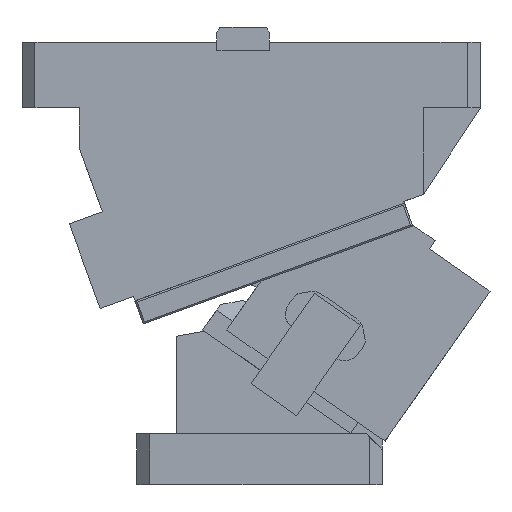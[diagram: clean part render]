
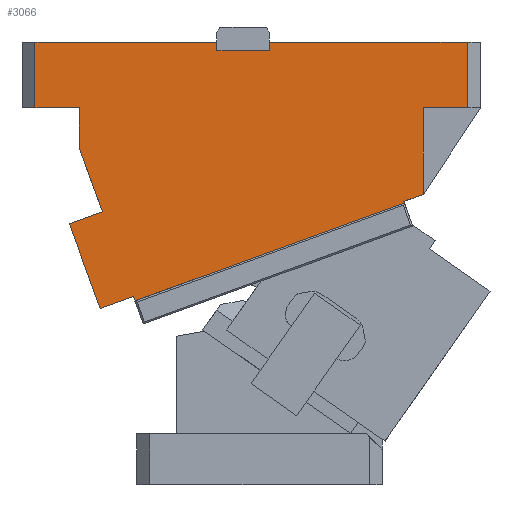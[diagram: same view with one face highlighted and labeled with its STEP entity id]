
A CAD part, front view. The second image highlights one B-rep face of the part: STEP entity #3066.
In plain terms, the highlighted planar face has unit normal (0, -1, 0).
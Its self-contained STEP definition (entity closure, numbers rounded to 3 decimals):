
#2728=CARTESIAN_POINT('Vertex',(-35.,0.,230.)) ;
#2731=CARTESIAN_POINT('Line Origine',(-48.536,0.,230.)) ;
#2735=CARTESIAN_POINT('Vertex',(-62.071,0.,230.)) ;
#2900=CARTESIAN_POINT('Axis2P3D Location',(3.743,0.,97.294)) ;
#2905=CARTESIAN_POINT('Line Origine',(163.187,0.,172.354)) ;
#2909=CARTESIAN_POINT('Vertex',(163.016,0.,172.824)) ;
#2911=CARTESIAN_POINT('Vertex',(163.358,0.,171.884)) ;
#2914=CARTESIAN_POINT('Line Origine',(169.008,0.,175.005)) ;
#2918=CARTESIAN_POINT('Vertex',(175.,0.,177.186)) ;
#2921=CARTESIAN_POINT('Line Origine',(175.,0.,203.593)) ;
#2925=CARTESIAN_POINT('Vertex',(175.,0.,230.)) ;
#2928=CARTESIAN_POINT('Line Origine',(188.536,0.,230.)) ;
#2932=CARTESIAN_POINT('Vertex',(202.071,0.,230.)) ;
#2935=CARTESIAN_POINT('Line Origine',(202.071,0.,250.)) ;
#2939=CARTESIAN_POINT('Vertex',(202.071,0.,270.)) ;
#2942=CARTESIAN_POINT('Line Origine',(192.036,0.,270.)) ;
#2946=CARTESIAN_POINT('Vertex',(182.,0.,270.)) ;
#2949=CARTESIAN_POINT('Line Origine',(131.5,0.,270.)) ;
#2953=CARTESIAN_POINT('Vertex',(81.,0.,270.)) ;
#2956=CARTESIAN_POINT('Line Origine',(81.,0.,267.5)) ;
#2960=CARTESIAN_POINT('Vertex',(81.,0.,265.)) ;
#2963=CARTESIAN_POINT('Line Origine',(65.,0.,265.)) ;
#2967=CARTESIAN_POINT('Vertex',(49.,0.,265.)) ;
#2970=CARTESIAN_POINT('Line Origine',(49.,0.,267.5)) ;
#2974=CARTESIAN_POINT('Vertex',(49.,0.,270.)) ;
#2977=CARTESIAN_POINT('Line Origine',(19.5,0.,270.)) ;
#2981=CARTESIAN_POINT('Vertex',(-10.,0.,270.)) ;
#2984=CARTESIAN_POINT('Line Origine',(-36.036,0.,270.)) ;
#2988=CARTESIAN_POINT('Vertex',(-62.071,0.,270.)) ;
#2991=CARTESIAN_POINT('Line Origine',(-62.071,0.,250.)) ;
#2996=CARTESIAN_POINT('Line Origine',(-35.,0.,217.601)) ;
#3000=CARTESIAN_POINT('Vertex',(-35.,0.,205.201)) ;
#3003=CARTESIAN_POINT('Line Origine',(-27.963,0.,185.867)) ;
#3007=CARTESIAN_POINT('Vertex',(-20.926,0.,166.533)) ;
#3010=CARTESIAN_POINT('Line Origine',(-31.028,0.,162.856)) ;
#3014=CARTESIAN_POINT('Vertex',(-41.129,0.,159.179)) ;
#3017=CARTESIAN_POINT('Line Origine',(-31.724,0.,133.338)) ;
#3021=CARTESIAN_POINT('Vertex',(-22.318,0.,107.496)) ;
#3024=CARTESIAN_POINT('Line Origine',(-12.216,0.,111.173)) ;
#3028=CARTESIAN_POINT('Vertex',(-2.115,0.,114.85)) ;
#3031=CARTESIAN_POINT('Line Origine',(-1.602,0.,113.44)) ;
#3035=CARTESIAN_POINT('Vertex',(-1.089,0.,112.03)) ;
#3038=CARTESIAN_POINT('Line Origine',(81.134,0.,141.957)) ;
#2732=DIRECTION('Vector Direction',(1.,0.,0.)) ;
#2901=DIRECTION('Axis2P3D Direction',(0.,-1.,0.)) ;
#2902=DIRECTION('Axis2P3D XDirection',(0.766,0.,0.643)) ;
#2906=DIRECTION('Vector Direction',(0.342,0.,-0.94)) ;
#2915=DIRECTION('Vector Direction',(-0.94,0.,-0.342)) ;
#2922=DIRECTION('Vector Direction',(0.,0.,-1.)) ;
#2929=DIRECTION('Vector Direction',(-1.,0.,0.)) ;
#2936=DIRECTION('Vector Direction',(0.,0.,1.)) ;
#2943=DIRECTION('Vector Direction',(-1.,0.,0.)) ;
#2950=DIRECTION('Vector Direction',(-1.,0.,0.)) ;
#2957=DIRECTION('Vector Direction',(0.,0.,-1.)) ;
#2964=DIRECTION('Vector Direction',(-1.,0.,0.)) ;
#2971=DIRECTION('Vector Direction',(0.,0.,-1.)) ;
#2978=DIRECTION('Vector Direction',(-1.,0.,0.)) ;
#2985=DIRECTION('Vector Direction',(-1.,0.,0.)) ;
#2992=DIRECTION('Vector Direction',(0.,0.,1.)) ;
#2997=DIRECTION('Vector Direction',(0.,0.,-1.)) ;
#3004=DIRECTION('Vector Direction',(0.342,0.,-0.94)) ;
#3011=DIRECTION('Vector Direction',(-0.94,0.,-0.342)) ;
#3018=DIRECTION('Vector Direction',(0.342,0.,-0.94)) ;
#3025=DIRECTION('Vector Direction',(-0.94,0.,-0.342)) ;
#3032=DIRECTION('Vector Direction',(0.342,0.,-0.94)) ;
#3039=DIRECTION('Vector Direction',(0.94,0.,0.342)) ;
#2903=AXIS2_PLACEMENT_3D('Plane Axis2P3D',#2900,#2901,#2902) ;
#3044=ORIENTED_EDGE('',*,*,#2913,.F.) ;
#3045=ORIENTED_EDGE('',*,*,#2920,.F.) ;
#3046=ORIENTED_EDGE('',*,*,#2927,.F.) ;
#3047=ORIENTED_EDGE('',*,*,#2934,.F.) ;
#3048=ORIENTED_EDGE('',*,*,#2941,.T.) ;
#3049=ORIENTED_EDGE('',*,*,#2948,.T.) ;
#3050=ORIENTED_EDGE('',*,*,#2955,.T.) ;
#3051=ORIENTED_EDGE('',*,*,#2962,.T.) ;
#3052=ORIENTED_EDGE('',*,*,#2969,.T.) ;
#3053=ORIENTED_EDGE('',*,*,#2976,.F.) ;
#3054=ORIENTED_EDGE('',*,*,#2983,.T.) ;
#3055=ORIENTED_EDGE('',*,*,#2990,.T.) ;
#3056=ORIENTED_EDGE('',*,*,#2995,.F.) ;
#3057=ORIENTED_EDGE('',*,*,#2737,.T.) ;
#3058=ORIENTED_EDGE('',*,*,#3002,.T.) ;
#3059=ORIENTED_EDGE('',*,*,#3009,.T.) ;
#3060=ORIENTED_EDGE('',*,*,#3016,.T.) ;
#3061=ORIENTED_EDGE('',*,*,#3023,.T.) ;
#3062=ORIENTED_EDGE('',*,*,#3030,.F.) ;
#3063=ORIENTED_EDGE('',*,*,#3037,.F.) ;
#3064=ORIENTED_EDGE('',*,*,#3042,.T.) ;
#2733=VECTOR('Line Direction',#2732,1.) ;
#2907=VECTOR('Line Direction',#2906,1.) ;
#2916=VECTOR('Line Direction',#2915,1.) ;
#2923=VECTOR('Line Direction',#2922,1.) ;
#2930=VECTOR('Line Direction',#2929,1.) ;
#2937=VECTOR('Line Direction',#2936,1.) ;
#2944=VECTOR('Line Direction',#2943,1.) ;
#2951=VECTOR('Line Direction',#2950,1.) ;
#2958=VECTOR('Line Direction',#2957,1.) ;
#2965=VECTOR('Line Direction',#2964,1.) ;
#2972=VECTOR('Line Direction',#2971,1.) ;
#2979=VECTOR('Line Direction',#2978,1.) ;
#2986=VECTOR('Line Direction',#2985,1.) ;
#2993=VECTOR('Line Direction',#2992,1.) ;
#2998=VECTOR('Line Direction',#2997,1.) ;
#3005=VECTOR('Line Direction',#3004,1.) ;
#3012=VECTOR('Line Direction',#3011,1.) ;
#3019=VECTOR('Line Direction',#3018,1.) ;
#3026=VECTOR('Line Direction',#3025,1.) ;
#3033=VECTOR('Line Direction',#3032,1.) ;
#3040=VECTOR('Line Direction',#3039,1.) ;
#3066=ADVANCED_FACE('CAM HOLDER',(#3065),#2904,.T.) ;
#2737=EDGE_CURVE('',#2736,#2729,#2734,.T.) ;
#2913=EDGE_CURVE('',#2910,#2912,#2908,.T.) ;
#2920=EDGE_CURVE('',#2919,#2910,#2917,.T.) ;
#2927=EDGE_CURVE('',#2926,#2919,#2924,.T.) ;
#2934=EDGE_CURVE('',#2933,#2926,#2931,.T.) ;
#2941=EDGE_CURVE('',#2933,#2940,#2938,.T.) ;
#2948=EDGE_CURVE('',#2940,#2947,#2945,.T.) ;
#2955=EDGE_CURVE('',#2947,#2954,#2952,.T.) ;
#2962=EDGE_CURVE('',#2954,#2961,#2959,.T.) ;
#2969=EDGE_CURVE('',#2961,#2968,#2966,.T.) ;
#2976=EDGE_CURVE('',#2975,#2968,#2973,.T.) ;
#2983=EDGE_CURVE('',#2975,#2982,#2980,.T.) ;
#2990=EDGE_CURVE('',#2982,#2989,#2987,.T.) ;
#2995=EDGE_CURVE('',#2736,#2989,#2994,.T.) ;
#3002=EDGE_CURVE('',#2729,#3001,#2999,.T.) ;
#3009=EDGE_CURVE('',#3001,#3008,#3006,.T.) ;
#3016=EDGE_CURVE('',#3008,#3015,#3013,.T.) ;
#3023=EDGE_CURVE('',#3015,#3022,#3020,.T.) ;
#3030=EDGE_CURVE('',#3029,#3022,#3027,.T.) ;
#3037=EDGE_CURVE('',#3036,#3029,#3034,.F.) ;
#3042=EDGE_CURVE('',#3036,#2912,#3041,.T.) ;
#3043=EDGE_LOOP('',(#3044,#3045,#3046,#3047,#3048,#3049,#3050,#3051,#3052,#3053,#3054,#3055,#3056,#3057,#3058,#3059,#3060,#3061,#3062,#3063,#3064)) ;
#3065=FACE_OUTER_BOUND('',#3043,.T.) ;
#2734=LINE('Line',#2731,#2733) ;
#2908=LINE('Line',#2905,#2907) ;
#2917=LINE('Line',#2914,#2916) ;
#2924=LINE('Line',#2921,#2923) ;
#2931=LINE('Line',#2928,#2930) ;
#2938=LINE('Line',#2935,#2937) ;
#2945=LINE('Line',#2942,#2944) ;
#2952=LINE('Line',#2949,#2951) ;
#2959=LINE('Line',#2956,#2958) ;
#2966=LINE('Line',#2963,#2965) ;
#2973=LINE('Line',#2970,#2972) ;
#2980=LINE('Line',#2977,#2979) ;
#2987=LINE('Line',#2984,#2986) ;
#2994=LINE('Line',#2991,#2993) ;
#2999=LINE('Line',#2996,#2998) ;
#3006=LINE('Line',#3003,#3005) ;
#3013=LINE('Line',#3010,#3012) ;
#3020=LINE('Line',#3017,#3019) ;
#3027=LINE('Line',#3024,#3026) ;
#3034=LINE('Line',#3031,#3033) ;
#3041=LINE('Line',#3038,#3040) ;
#2904=PLANE('Plane',#2903) ;
#2729=VERTEX_POINT('',#2728) ;
#2736=VERTEX_POINT('',#2735) ;
#2910=VERTEX_POINT('',#2909) ;
#2912=VERTEX_POINT('',#2911) ;
#2919=VERTEX_POINT('',#2918) ;
#2926=VERTEX_POINT('',#2925) ;
#2933=VERTEX_POINT('',#2932) ;
#2940=VERTEX_POINT('',#2939) ;
#2947=VERTEX_POINT('',#2946) ;
#2954=VERTEX_POINT('',#2953) ;
#2961=VERTEX_POINT('',#2960) ;
#2968=VERTEX_POINT('',#2967) ;
#2975=VERTEX_POINT('',#2974) ;
#2982=VERTEX_POINT('',#2981) ;
#2989=VERTEX_POINT('',#2988) ;
#3001=VERTEX_POINT('',#3000) ;
#3008=VERTEX_POINT('',#3007) ;
#3015=VERTEX_POINT('',#3014) ;
#3022=VERTEX_POINT('',#3021) ;
#3029=VERTEX_POINT('',#3028) ;
#3036=VERTEX_POINT('',#3035) ;
